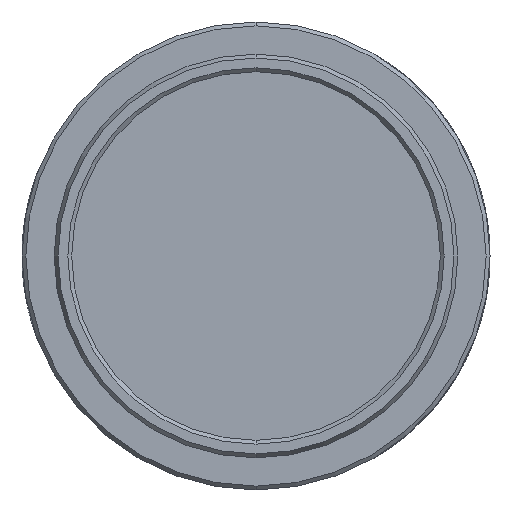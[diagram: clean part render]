
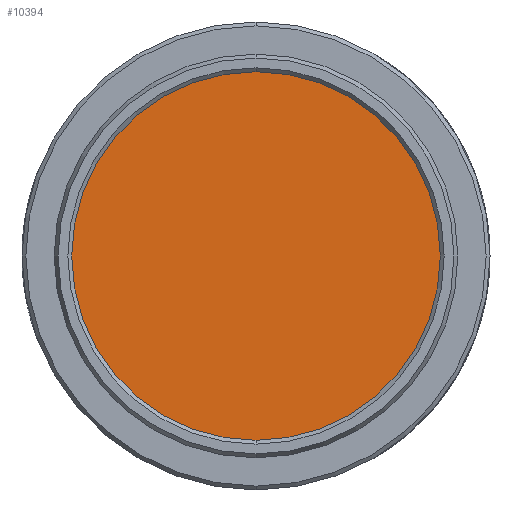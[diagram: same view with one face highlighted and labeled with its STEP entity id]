
A CAD part, left-side view. The second image highlights one B-rep face of the part: STEP entity #10394.
In plain terms, the highlighted planar face has unit normal (-1, 0, 0).
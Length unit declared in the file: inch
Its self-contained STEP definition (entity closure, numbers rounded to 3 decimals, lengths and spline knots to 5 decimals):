
#576 = DIRECTION ( 'NONE',  ( 0., 0., -1. ) ) ;
#1817 = CARTESIAN_POINT ( 'NONE',  ( -0.175, 0., 0. ) ) ;
#3023 = CIRCLE ( 'NONE', #10887, 0.5 ) ;
#3834 = AXIS2_PLACEMENT_3D ( 'NONE', #1817, #11161, #4170 ) ;
#4170 = DIRECTION ( 'NONE',  ( 0., 0., -1. ) ) ;
#4274 = DIRECTION ( 'NONE',  ( 1., 0., 0. ) ) ;
#4475 = FACE_OUTER_BOUND ( 'NONE', #11788, .T. ) ;
#5326 = CIRCLE ( 'NONE', #9242, 0.5 ) ;
#5859 = CARTESIAN_POINT ( 'NONE',  ( -0.175, 0., -0.5 ) ) ;
#6509 = VERTEX_POINT ( 'NONE', #5859 ) ;
#6865 = ORIENTED_EDGE ( 'NONE', *, *, #13285, .F. ) ;
#7552 = DIRECTION ( 'NONE',  ( 1., 0., 0. ) ) ;
#8310 = ORIENTED_EDGE ( 'NONE', *, *, #10787, .F. ) ;
#9242 = AXIS2_PLACEMENT_3D ( 'NONE', #11263, #4274, #12425 ) ;
#9981 = PLANE ( 'NONE',  #3834 ) ;
#10394 = ADVANCED_FACE ( 'NONE', ( #4475 ), #9981, .F. ) ;
#10524 = VERTEX_POINT ( 'NONE', #13836 ) ;
#10787 = EDGE_CURVE ( 'NONE', #10524, #6509, #3023, .T. ) ;
#10887 = AXIS2_PLACEMENT_3D ( 'NONE', #14533, #7552, #576 ) ;
#11161 = DIRECTION ( 'NONE',  ( 1., 0., 0. ) ) ;
#11263 = CARTESIAN_POINT ( 'NONE',  ( -0.175, 0., 0. ) ) ;
#11788 = EDGE_LOOP ( 'NONE', ( #6865, #8310 ) ) ;
#12425 = DIRECTION ( 'NONE',  ( 0., 0., -1. ) ) ;
#13285 = EDGE_CURVE ( 'NONE', #6509, #10524, #5326, .T. ) ;
#13836 = CARTESIAN_POINT ( 'NONE',  ( -0.175, 0., 0.5 ) ) ;
#14533 = CARTESIAN_POINT ( 'NONE',  ( -0.175, 0., 0. ) ) ;
